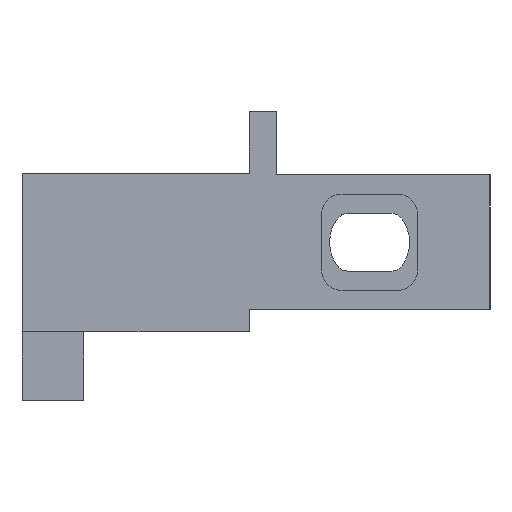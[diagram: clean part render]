
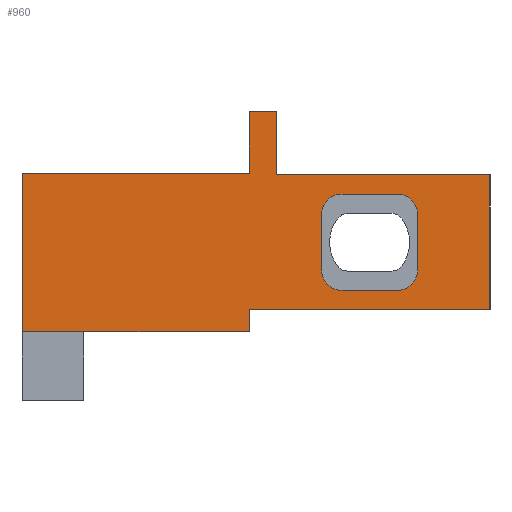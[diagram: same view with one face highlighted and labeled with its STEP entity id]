
A CAD part, left-side view. The second image highlights one B-rep face of the part: STEP entity #960.
In plain terms, the highlighted planar face has unit normal (-1, 0, 0).
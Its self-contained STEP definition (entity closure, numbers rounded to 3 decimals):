
#65=LINE('',#1446,#168);
#69=LINE('',#1458,#172);
#72=LINE('',#1464,#175);
#76=LINE('',#1476,#179);
#83=LINE('',#1494,#186);
#93=LINE('',#1514,#196);
#104=LINE('',#1534,#207);
#105=LINE('',#1536,#208);
#107=LINE('',#1540,#210);
#108=LINE('',#1543,#211);
#111=LINE('',#1548,#214);
#113=LINE('',#1553,#216);
#120=LINE('',#1576,#223);
#130=LINE('',#1595,#233);
#132=LINE('',#1598,#235);
#168=VECTOR('',#1173,10.);
#172=VECTOR('',#1185,10.);
#175=VECTOR('',#1190,10.);
#179=VECTOR('',#1202,10.);
#186=VECTOR('',#1219,10.);
#196=VECTOR('',#1235,10.);
#207=VECTOR('',#1250,10.);
#208=VECTOR('',#1253,10.);
#210=VECTOR('',#1257,10.);
#211=VECTOR('',#1260,10.);
#214=VECTOR('',#1265,10.);
#216=VECTOR('',#1271,10.);
#223=VECTOR('',#1296,10.);
#233=VECTOR('',#1312,10.);
#235=VECTOR('',#1316,10.);
#258=FACE_BOUND('',#360,.T.);
#304=FACE_OUTER_BOUND('',#359,.T.);
#359=EDGE_LOOP('',(#848,#849,#850,#851,#852,#853,#854,#855,#856,#857,#858));
#360=EDGE_LOOP('',(#859,#860,#861,#862,#863,#864,#865,#866));
#383=CIRCLE('',#1013,1.5);
#385=CIRCLE('',#1017,1.5);
#387=CIRCLE('',#1022,1.5);
#389=CIRCLE('',#1026,1.5);
#431=VERTEX_POINT('',#1436);
#432=VERTEX_POINT('',#1437);
#435=VERTEX_POINT('',#1445);
#437=VERTEX_POINT('',#1451);
#439=VERTEX_POINT('',#1457);
#441=VERTEX_POINT('',#1463);
#443=VERTEX_POINT('',#1469);
#445=VERTEX_POINT('',#1475);
#450=VERTEX_POINT('',#1491);
#451=VERTEX_POINT('',#1493);
#457=VERTEX_POINT('',#1511);
#458=VERTEX_POINT('',#1513);
#464=VERTEX_POINT('',#1530);
#465=VERTEX_POINT('',#1532);
#466=VERTEX_POINT('',#1538);
#467=VERTEX_POINT('',#1542);
#468=VERTEX_POINT('',#1546);
#469=VERTEX_POINT('',#1552);
#476=VERTEX_POINT('',#1575);
#533=EDGE_CURVE('',#431,#432,#383,.F.);
#537=EDGE_CURVE('',#435,#431,#65,.F.);
#540=EDGE_CURVE('',#437,#435,#385,.F.);
#543=EDGE_CURVE('',#439,#437,#69,.F.);
#546=EDGE_CURVE('',#432,#441,#72,.F.);
#549=EDGE_CURVE('',#441,#443,#387,.F.);
#552=EDGE_CURVE('',#443,#445,#76,.F.);
#555=EDGE_CURVE('',#445,#439,#389,.F.);
#561=EDGE_CURVE('',#450,#451,#83,.F.);
#571=EDGE_CURVE('',#458,#457,#93,.T.);
#582=EDGE_CURVE('',#465,#464,#104,.F.);
#583=EDGE_CURVE('',#458,#465,#105,.F.);
#585=EDGE_CURVE('',#466,#457,#107,.F.);
#586=EDGE_CURVE('',#464,#467,#108,.T.);
#589=EDGE_CURVE('',#468,#451,#111,.T.);
#591=EDGE_CURVE('',#467,#469,#113,.F.);
#602=EDGE_CURVE('',#476,#468,#120,.F.);
#612=EDGE_CURVE('',#466,#476,#130,.T.);
#614=EDGE_CURVE('',#469,#450,#132,.T.);
#848=ORIENTED_EDGE('',*,*,#585,.F.);
#849=ORIENTED_EDGE('',*,*,#612,.T.);
#850=ORIENTED_EDGE('',*,*,#602,.T.);
#851=ORIENTED_EDGE('',*,*,#589,.T.);
#852=ORIENTED_EDGE('',*,*,#561,.F.);
#853=ORIENTED_EDGE('',*,*,#614,.F.);
#854=ORIENTED_EDGE('',*,*,#591,.F.);
#855=ORIENTED_EDGE('',*,*,#586,.F.);
#856=ORIENTED_EDGE('',*,*,#582,.F.);
#857=ORIENTED_EDGE('',*,*,#583,.F.);
#858=ORIENTED_EDGE('',*,*,#571,.T.);
#859=ORIENTED_EDGE('',*,*,#552,.T.);
#860=ORIENTED_EDGE('',*,*,#555,.T.);
#861=ORIENTED_EDGE('',*,*,#543,.T.);
#862=ORIENTED_EDGE('',*,*,#540,.T.);
#863=ORIENTED_EDGE('',*,*,#537,.T.);
#864=ORIENTED_EDGE('',*,*,#533,.T.);
#865=ORIENTED_EDGE('',*,*,#546,.T.);
#866=ORIENTED_EDGE('',*,*,#549,.T.);
#912=PLANE('',#1053);
#960=ADVANCED_FACE('',(#304,#258),#912,.T.);
#1013=AXIS2_PLACEMENT_3D('',#1438,#1165,#1166);
#1017=AXIS2_PLACEMENT_3D('',#1452,#1178,#1179);
#1022=AXIS2_PLACEMENT_3D('',#1470,#1195,#1196);
#1026=AXIS2_PLACEMENT_3D('',#1481,#1207,#1208);
#1053=AXIS2_PLACEMENT_3D('',#1597,#1314,#1315);
#1165=DIRECTION('center_axis',(-1.,0.,0.));
#1166=DIRECTION('ref_axis',(0.,0.,1.));
#1173=DIRECTION('',(0.,0.,-1.));
#1178=DIRECTION('center_axis',(-1.,0.,0.));
#1179=DIRECTION('ref_axis',(0.,1.,0.));
#1185=DIRECTION('',(0.,-1.,0.));
#1190=DIRECTION('',(0.,1.,0.));
#1195=DIRECTION('center_axis',(-1.,0.,0.));
#1196=DIRECTION('ref_axis',(0.,-1.,0.));
#1202=DIRECTION('',(0.,0.,1.));
#1207=DIRECTION('center_axis',(-1.,0.,0.));
#1208=DIRECTION('ref_axis',(0.,0.,-1.));
#1219=DIRECTION('',(0.,0.,1.));
#1235=DIRECTION('',(0.,0.,-1.));
#1250=DIRECTION('',(0.,0.,1.));
#1253=DIRECTION('',(0.,1.,0.));
#1257=DIRECTION('',(0.,1.,0.));
#1260=DIRECTION('',(0.,-1.,0.));
#1265=DIRECTION('',(0.,-1.,0.));
#1271=DIRECTION('',(0.,0.,1.));
#1296=DIRECTION('',(0.,1.,0.));
#1312=DIRECTION('',(0.,0.,-1.));
#1314=DIRECTION('center_axis',(-1.,0.,0.));
#1315=DIRECTION('ref_axis',(0.,0.,1.));
#1316=DIRECTION('',(0.,1.,0.));
#1436=CARTESIAN_POINT('',(0.01,12.25,11.5));
#1437=CARTESIAN_POINT('',(0.01,10.75,13.));
#1438=CARTESIAN_POINT('Origin',(0.01,10.75,11.5));
#1445=CARTESIAN_POINT('',(0.01,12.25,7.5));
#1446=CARTESIAN_POINT('',(0.01,12.25,8.5));
#1451=CARTESIAN_POINT('',(0.01,10.75,6.));
#1452=CARTESIAN_POINT('Origin',(0.01,10.75,7.5));
#1457=CARTESIAN_POINT('',(0.01,6.75,6.));
#1458=CARTESIAN_POINT('',(0.01,7.75,6.));
#1463=CARTESIAN_POINT('',(0.01,6.75,13.));
#1464=CARTESIAN_POINT('',(0.01,9.75,13.));
#1469=CARTESIAN_POINT('',(0.01,5.25,11.5));
#1470=CARTESIAN_POINT('Origin',(0.01,6.75,11.5));
#1475=CARTESIAN_POINT('',(0.01,5.25,7.5));
#1476=CARTESIAN_POINT('',(0.01,5.25,10.5));
#1481=CARTESIAN_POINT('Origin',(0.01,6.75,7.5));
#1491=CARTESIAN_POINT('',(0.01,17.5,4.6));
#1493=CARTESIAN_POINT('',(0.01,17.5,3.));
#1494=CARTESIAN_POINT('',(0.01,17.5,12.));
#1511=CARTESIAN_POINT('',(0.01,17.5,14.5));
#1513=CARTESIAN_POINT('',(0.01,17.5,19.));
#1514=CARTESIAN_POINT('',(0.01,17.5,12.));
#1530=CARTESIAN_POINT('',(0.01,15.5,14.4));
#1532=CARTESIAN_POINT('',(0.01,15.5,19.));
#1534=CARTESIAN_POINT('',(0.01,15.5,12.));
#1536=CARTESIAN_POINT('',(0.01,13.625,19.));
#1538=CARTESIAN_POINT('',(0.01,34.,14.5));
#1540=CARTESIAN_POINT('',(0.01,6.25,14.5));
#1542=CARTESIAN_POINT('',(0.01,0.,14.4));
#1543=CARTESIAN_POINT('',(0.01,6.25,14.4));
#1546=CARTESIAN_POINT('',(0.01,29.5,3.));
#1548=CARTESIAN_POINT('',(0.01,19.125,3.));
#1552=CARTESIAN_POINT('',(0.01,0.,4.6));
#1553=CARTESIAN_POINT('',(0.01,0.,7.));
#1575=CARTESIAN_POINT('',(0.01,34.,3.));
#1576=CARTESIAN_POINT('',(0.01,21.375,3.));
#1595=CARTESIAN_POINT('',(0.01,34.,12.));
#1597=CARTESIAN_POINT('Origin',(0.01,8.75,9.5));
#1598=CARTESIAN_POINT('',(0.01,11.25,4.6));
